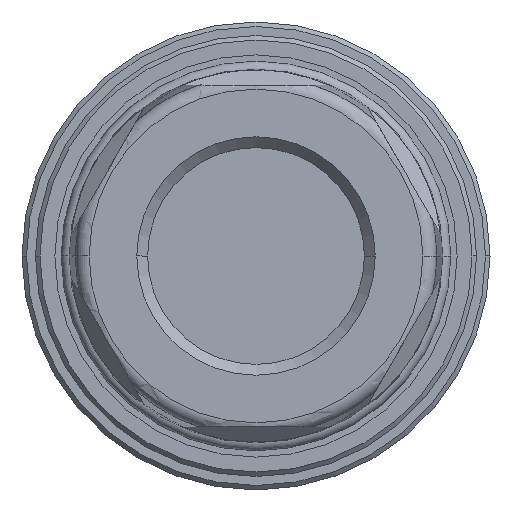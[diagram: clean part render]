
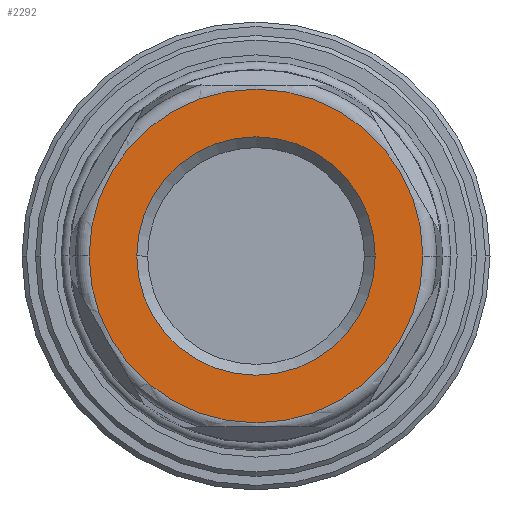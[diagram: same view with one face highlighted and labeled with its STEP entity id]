
A CAD part, left-side view. The second image highlights one B-rep face of the part: STEP entity #2292.
In plain terms, the highlighted planar face has unit normal (-1, 0, 0).
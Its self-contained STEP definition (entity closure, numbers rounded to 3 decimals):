
#34 = CIRCLE ( 'NONE', #922, 18.543 ) ;
#48 = CIRCLE ( 'NONE', #921, 13.25 ) ;
#313 = DIRECTION ( 'NONE',  ( -1., 0., 0. ) ) ;
#315 = DIRECTION ( 'NONE',  ( 0., -1., 0. ) ) ;
#386 = CARTESIAN_POINT ( 'NONE',  ( 0., 0., 0. ) ) ;
#387 = DIRECTION ( 'NONE',  ( -1., 0., 0. ) ) ;
#388 = DIRECTION ( 'NONE',  ( 0., -1., 0. ) ) ;
#450 = CARTESIAN_POINT ( 'NONE',  ( 0., 0., 0. ) ) ;
#485 = DIRECTION ( 'NONE',  ( 0., -1., 0. ) ) ;
#486 = DIRECTION ( 'NONE',  ( -1., 0., 0. ) ) ;
#487 = CARTESIAN_POINT ( 'NONE',  ( 0., 0., 0. ) ) ;
#629 = DIRECTION ( 'NONE',  ( 0., -1., 0. ) ) ;
#640 = DIRECTION ( 'NONE',  ( -1., 0., 0. ) ) ;
#674 = CARTESIAN_POINT ( 'NONE',  ( 0., 0., 0. ) ) ;
#779 = AXIS2_PLACEMENT_3D ( 'NONE', #386, #387, #388 ) ;
#840 = AXIS2_PLACEMENT_3D ( 'NONE', #450, #313, #315 ) ;
#921 = AXIS2_PLACEMENT_3D ( 'NONE', #487, #486, #485 ) ;
#922 = AXIS2_PLACEMENT_3D ( 'NONE', #674, #640, #629 ) ;
#1164 = EDGE_LOOP ( 'NONE', ( #1734, #1733 ) ) ;
#1165 = EDGE_LOOP ( 'NONE', ( #1331, #1294 ) ) ;
#1294 = ORIENTED_EDGE ( 'NONE', *, *, #3038, .F. ) ;
#1331 = ORIENTED_EDGE ( 'NONE', *, *, #3359, .F. ) ;
#1483 = CARTESIAN_POINT ( 'NONE',  ( 0., -18.543, 0. ) ) ;
#1493 = CARTESIAN_POINT ( 'NONE',  ( 0., 18.543, 0. ) ) ;
#1733 = ORIENTED_EDGE ( 'NONE', *, *, #3360, .T. ) ;
#1734 = ORIENTED_EDGE ( 'NONE', *, *, #3031, .T. ) ;
#2292 = ADVANCED_FACE ( 'NONE', ( #4155, #4154 ), #2520, .F. ) ;
#2504 = DIRECTION ( 'NONE',  ( 0., 1., 0. ) ) ;
#2513 = DIRECTION ( 'NONE',  ( 1., 0., 0. ) ) ;
#2520 = PLANE ( 'NONE',  #3150 ) ;
#2530 = CARTESIAN_POINT ( 'NONE',  ( 0., 16.822, 0. ) ) ;
#3031 = EDGE_CURVE ( 'NONE', #3793, #3799, #4263, .T. ) ;
#3038 = EDGE_CURVE ( 'NONE', #3695, #3744, #4238, .T. ) ;
#3150 = AXIS2_PLACEMENT_3D ( 'NONE', #2530, #2513, #2504 ) ;
#3359 = EDGE_CURVE ( 'NONE', #3744, #3695, #48, .T. ) ;
#3360 = EDGE_CURVE ( 'NONE', #3799, #3793, #34, .T. ) ;
#3433 = CARTESIAN_POINT ( 'NONE',  ( 0., 13.25, 0. ) ) ;
#3695 = VERTEX_POINT ( 'NONE', #3433 ) ;
#3744 = VERTEX_POINT ( 'NONE', #4210 ) ;
#3793 = VERTEX_POINT ( 'NONE', #1483 ) ;
#3799 = VERTEX_POINT ( 'NONE', #1493 ) ;
#4154 = FACE_OUTER_BOUND ( 'NONE', #1164, .T. ) ;
#4155 = FACE_BOUND ( 'NONE', #1165, .T. ) ;
#4210 = CARTESIAN_POINT ( 'NONE',  ( 0., -13.25, 0. ) ) ;
#4238 = CIRCLE ( 'NONE', #840, 13.25 ) ;
#4263 = CIRCLE ( 'NONE', #779, 18.543 ) ;
